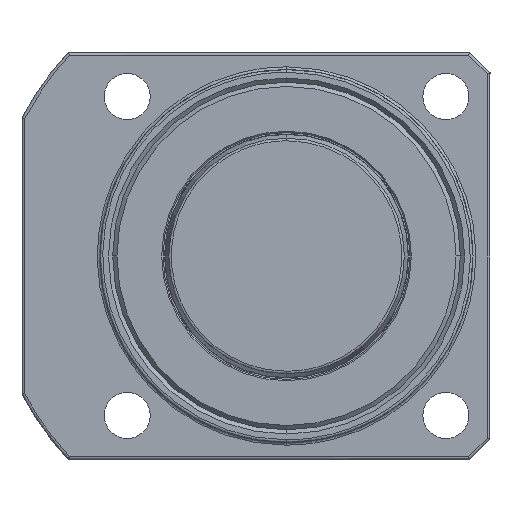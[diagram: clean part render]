
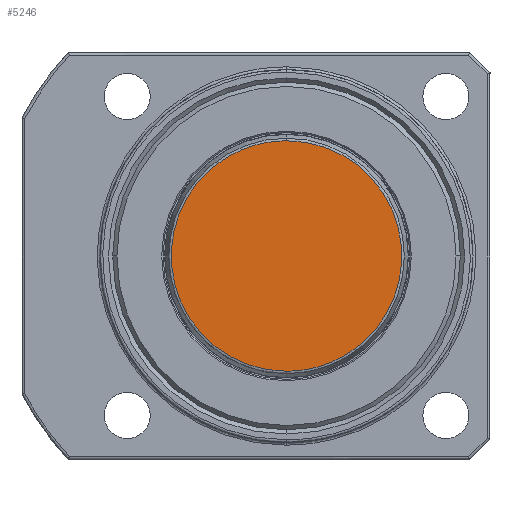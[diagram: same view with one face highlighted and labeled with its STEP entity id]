
A CAD part, front view. The second image highlights one B-rep face of the part: STEP entity #5246.
In plain terms, the highlighted planar face has unit normal (0, -1, 0).
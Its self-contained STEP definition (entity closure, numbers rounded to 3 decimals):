
#795 = ORIENTED_EDGE ( 'NONE', *, *, #2584, .F. ) ;
#797 = ORIENTED_EDGE ( 'NONE', *, *, #2590, .F. ) ;
#2417 = FACE_OUTER_BOUND ( 'NONE', #6616, .T. ) ;
#2584 = EDGE_CURVE ( 'NONE', #6750, #6689, #6045, .T. ) ;
#2590 = EDGE_CURVE ( 'NONE', #6689, #6750, #6062, .T. ) ;
#3788 = PLANE ( 'NONE',  #4431 ) ;
#3874 = DIRECTION ( 'NONE',  ( 0., 0., 1. ) ) ;
#3875 = DIRECTION ( 'NONE',  ( 0., 1., 0. ) ) ;
#3876 = CARTESIAN_POINT ( 'NONE',  ( 17.272, -2., 0. ) ) ;
#4431 = AXIS2_PLACEMENT_3D ( 'NONE', #3876, #3875, #3874 ) ;
#4724 = CARTESIAN_POINT ( 'NONE',  ( 0., -2., 16.992 ) ) ;
#4785 = CARTESIAN_POINT ( 'NONE',  ( 0., -2., -16.992 ) ) ;
#5246 = ADVANCED_FACE ( 'N', ( #2417 ), #3788, .F. ) ;
#5339 = CARTESIAN_POINT ( 'NONE',  ( 0., -2., -16.992 ) ) ;
#5340 = CARTESIAN_POINT ( 'NONE',  ( 33.984, -2., -16.992 ) ) ;
#5348 = CARTESIAN_POINT ( 'NONE',  ( 33.984, -2., 16.992 ) ) ;
#5352 = CARTESIAN_POINT ( 'NONE',  ( 0., -2., 16.992 ) ) ;
#5368 = CARTESIAN_POINT ( 'NONE',  ( 0., -2., 16.992 ) ) ;
#5369 = CARTESIAN_POINT ( 'NONE',  ( 0., -2., -16.992 ) ) ;
#5375 = CARTESIAN_POINT ( 'NONE',  ( -33.984, -2., 16.992 ) ) ;
#5396 = CARTESIAN_POINT ( 'NONE',  ( -33.984, -2., -16.992 ) ) ;
#6045 =( BOUNDED_CURVE ( )  B_SPLINE_CURVE ( 3, ( #5369, #5396, #5375, #5368 ),
 .UNSPECIFIED., .F., .F. ) 
 B_SPLINE_CURVE_WITH_KNOTS ( ( 4, 4 ),
 ( 0., 1. ),
 .UNSPECIFIED. ) 
 CURVE ( )  GEOMETRIC_REPRESENTATION_ITEM ( )  RATIONAL_B_SPLINE_CURVE ( ( 1., 0.333, 0.333, 1. ) ) 
 REPRESENTATION_ITEM ( '' )  );
#6062 =( BOUNDED_CURVE ( )  B_SPLINE_CURVE ( 3, ( #5352, #5348, #5340, #5339 ),
 .UNSPECIFIED., .F., .F. ) 
 B_SPLINE_CURVE_WITH_KNOTS ( ( 4, 4 ),
 ( 0., 1. ),
 .UNSPECIFIED. ) 
 CURVE ( )  GEOMETRIC_REPRESENTATION_ITEM ( )  RATIONAL_B_SPLINE_CURVE ( ( 1., 0.333, 0.333, 1. ) ) 
 REPRESENTATION_ITEM ( '' )  );
#6616 = EDGE_LOOP ( 'NONE', ( #797, #795 ) ) ;
#6689 = VERTEX_POINT ( 'NONE', #4724 ) ;
#6750 = VERTEX_POINT ( 'NONE', #4785 ) ;
